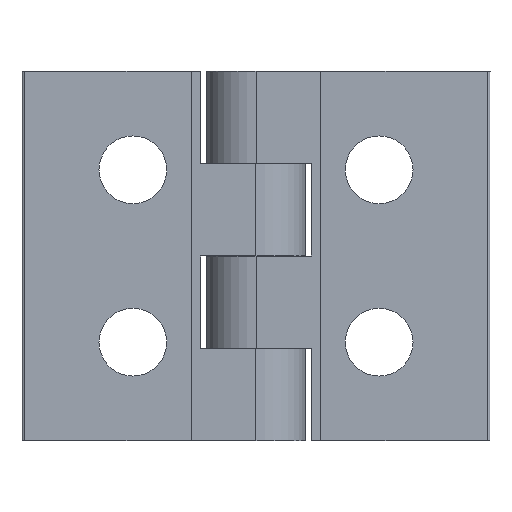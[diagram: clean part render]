
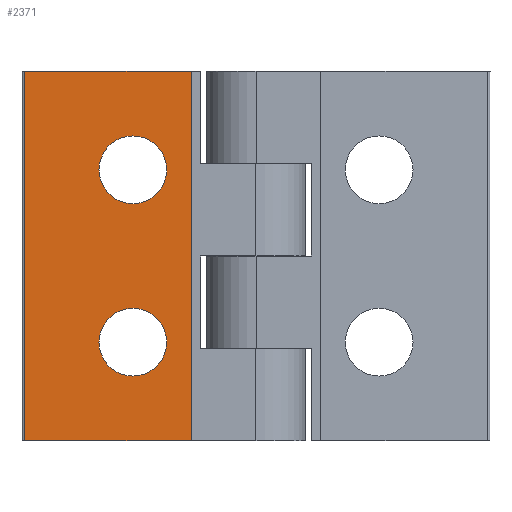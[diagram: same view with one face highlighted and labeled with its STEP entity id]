
A CAD part, front view. The second image highlights one B-rep face of the part: STEP entity #2371.
In plain terms, the highlighted planar face has unit normal (0, -1, 0).
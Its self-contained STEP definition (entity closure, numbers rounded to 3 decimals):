
#119 = ORIENTED_EDGE ( 'NONE', *, *, #5114, .F. ) ;
#130 = LINE ( 'NONE', #1553, #1861 ) ;
#387 = CARTESIAN_POINT ( 'NONE',  ( 52685.714, 15087.03, 30. ) ) ;
#428 = EDGE_LOOP ( 'NONE', ( #3300, #4949, #119, #2155 ) ) ;
#486 = VERTEX_POINT ( 'NONE', #5293 ) ;
#660 = AXIS2_PLACEMENT_3D ( 'NONE', #5469, #1833, #6091 ) ;
#916 = EDGE_CURVE ( 'NONE', #486, #2330, #3526, .T. ) ;
#1178 = CARTESIAN_POINT ( 'NONE',  ( 52678.939, 15087.03, 15. ) ) ;
#1253 = AXIS2_PLACEMENT_3D ( 'NONE', #5389, #1759, #6017 ) ;
#1307 = FACE_BOUND ( 'NONE', #3370, .T. ) ;
#1416 = EDGE_CURVE ( 'NONE', #6806, #6442, #2113, .T. ) ;
#1462 = CIRCLE ( 'NONE', #1253, 2.75 ) ;
#1553 = CARTESIAN_POINT ( 'NONE',  ( 52692.489, 15087.03, 15. ) ) ;
#1640 = CARTESIAN_POINT ( 'NONE',  ( 52687.739, 15087.03, 24.75 ) ) ;
#1711 = VERTEX_POINT ( 'NONE', #1640 ) ;
#1759 = DIRECTION ( 'NONE',  ( 0., -1., 0. ) ) ;
#1833 = DIRECTION ( 'NONE',  ( 0., -1., 0. ) ) ;
#1839 = CARTESIAN_POINT ( 'NONE',  ( 52692.489, 15087.03, 0. ) ) ;
#1861 = VECTOR ( 'NONE', #5798, 1000. ) ;
#1986 = CARTESIAN_POINT ( 'NONE',  ( 52687.739, 15087.03, 22. ) ) ;
#2113 = LINE ( 'NONE', #2801, #5159 ) ;
#2119 = ORIENTED_EDGE ( 'NONE', *, *, #4811, .F. ) ;
#2155 = ORIENTED_EDGE ( 'NONE', *, *, #1416, .T. ) ;
#2218 = PLANE ( 'NONE',  #4680 ) ;
#2330 = VERTEX_POINT ( 'NONE', #7761 ) ;
#2371 = ADVANCED_FACE ( 'NONE', ( #7512, #1307, #7694 ), #2218, .T. ) ;
#2415 = DIRECTION ( 'NONE',  ( 0., -1., 0. ) ) ;
#2555 = DIRECTION ( 'NONE',  ( 0., 0., 1. ) ) ;
#2775 = DIRECTION ( 'NONE',  ( 0., -1., 0. ) ) ;
#2801 = CARTESIAN_POINT ( 'NONE',  ( 52690.239, 15087.03, 0. ) ) ;
#3172 = VERTEX_POINT ( 'NONE', #4307 ) ;
#3300 = ORIENTED_EDGE ( 'NONE', *, *, #7407, .F. ) ;
#3333 = DIRECTION ( 'NONE',  ( 1., 0., 0. ) ) ;
#3370 = EDGE_LOOP ( 'NONE', ( #4092, #2119 ) ) ;
#3391 = CARTESIAN_POINT ( 'NONE',  ( 52692.489, 15087.03, 0. ) ) ;
#3515 = CARTESIAN_POINT ( 'NONE',  ( 52687.739, 15087.03, 19.25 ) ) ;
#3526 = LINE ( 'NONE', #387, #6605 ) ;
#3602 = ORIENTED_EDGE ( 'NONE', *, *, #4595, .F. ) ;
#3916 = CIRCLE ( 'NONE', #6202, 2.75 ) ;
#3931 = DIRECTION ( 'NONE',  ( 1., 0., 0. ) ) ;
#4022 = ORIENTED_EDGE ( 'NONE', *, *, #7158, .F. ) ;
#4034 = VERTEX_POINT ( 'NONE', #5143 ) ;
#4092 = ORIENTED_EDGE ( 'NONE', *, *, #6663, .F. ) ;
#4307 = CARTESIAN_POINT ( 'NONE',  ( 52687.739, 15087.03, 5.25 ) ) ;
#4438 = VECTOR ( 'NONE', #6006, 1000. ) ;
#4595 = EDGE_CURVE ( 'NONE', #3172, #4034, #1462, .T. ) ;
#4680 = AXIS2_PLACEMENT_3D ( 'NONE', #3391, #2775, #6468 ) ;
#4811 = EDGE_CURVE ( 'NONE', #6584, #1711, #6555, .T. ) ;
#4949 = ORIENTED_EDGE ( 'NONE', *, *, #916, .F. ) ;
#4964 = CIRCLE ( 'NONE', #660, 2.75 ) ;
#5114 = EDGE_CURVE ( 'NONE', #6806, #486, #6097, .T. ) ;
#5143 = CARTESIAN_POINT ( 'NONE',  ( 52687.739, 15087.03, 10.75 ) ) ;
#5159 = VECTOR ( 'NONE', #3333, 1000. ) ;
#5293 = CARTESIAN_POINT ( 'NONE',  ( 52678.939, 15087.03, 30. ) ) ;
#5389 = CARTESIAN_POINT ( 'NONE',  ( 52687.739, 15087.03, 8. ) ) ;
#5469 = CARTESIAN_POINT ( 'NONE',  ( 52687.739, 15087.03, 8. ) ) ;
#5714 = AXIS2_PLACEMENT_3D ( 'NONE', #1986, #6252, #2555 ) ;
#5798 = DIRECTION ( 'NONE',  ( 0., 0., -1. ) ) ;
#5957 = EDGE_LOOP ( 'NONE', ( #4022, #3602 ) ) ;
#6006 = DIRECTION ( 'NONE',  ( 0., 0., 1. ) ) ;
#6017 = DIRECTION ( 'NONE',  ( 0., 0., 1. ) ) ;
#6091 = DIRECTION ( 'NONE',  ( 0., 0., 1. ) ) ;
#6097 = LINE ( 'NONE', #1178, #4438 ) ;
#6099 = CARTESIAN_POINT ( 'NONE',  ( 52687.739, 15087.03, 22. ) ) ;
#6202 = AXIS2_PLACEMENT_3D ( 'NONE', #6099, #2415, #6694 ) ;
#6223 = CARTESIAN_POINT ( 'NONE',  ( 52678.939, 15087.03, 0. ) ) ;
#6252 = DIRECTION ( 'NONE',  ( 0., -1., 0. ) ) ;
#6442 = VERTEX_POINT ( 'NONE', #1839 ) ;
#6468 = DIRECTION ( 'NONE',  ( 0., 0., 1. ) ) ;
#6555 = CIRCLE ( 'NONE', #5714, 2.75 ) ;
#6584 = VERTEX_POINT ( 'NONE', #3515 ) ;
#6605 = VECTOR ( 'NONE', #3931, 1000. ) ;
#6663 = EDGE_CURVE ( 'NONE', #1711, #6584, #3916, .T. ) ;
#6694 = DIRECTION ( 'NONE',  ( 0., 0., 1. ) ) ;
#6806 = VERTEX_POINT ( 'NONE', #6223 ) ;
#7158 = EDGE_CURVE ( 'NONE', #4034, #3172, #4964, .T. ) ;
#7407 = EDGE_CURVE ( 'NONE', #2330, #6442, #130, .T. ) ;
#7512 = FACE_BOUND ( 'NONE', #5957, .T. ) ;
#7694 = FACE_OUTER_BOUND ( 'NONE', #428, .T. ) ;
#7761 = CARTESIAN_POINT ( 'NONE',  ( 52692.489, 15087.03, 30. ) ) ;
